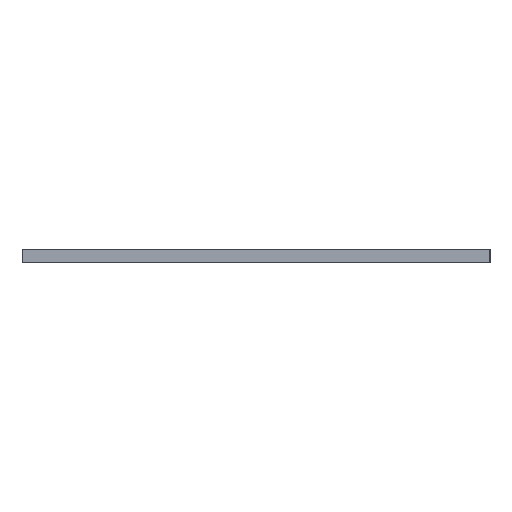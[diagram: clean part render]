
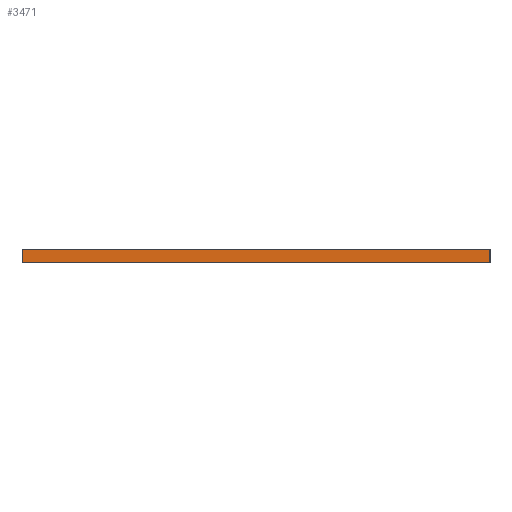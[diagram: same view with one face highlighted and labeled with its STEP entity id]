
A CAD part, left-side view. The second image highlights one B-rep face of the part: STEP entity #3471.
In plain terms, the highlighted planar face has unit normal (-1, 0, 0).
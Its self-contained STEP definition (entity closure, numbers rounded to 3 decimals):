
#144 = VERTEX_POINT('',#145);
#145 = CARTESIAN_POINT('',(48.9,-135.6,0.));
#151 = EDGE_CURVE('',#144,#152,#154,.T.);
#152 = VERTEX_POINT('',#153);
#153 = CARTESIAN_POINT('',(48.9,-79.6,0.));
#154 = LINE('',#155,#156);
#155 = CARTESIAN_POINT('',(48.9,-135.6,0.));
#156 = VECTOR('',#157,1.);
#157 = DIRECTION('',(0.,1.,0.));
#1794 = VERTEX_POINT('',#1795);
#1795 = CARTESIAN_POINT('',(48.9,-135.6,1.6));
#1801 = EDGE_CURVE('',#1794,#1802,#1804,.T.);
#1802 = VERTEX_POINT('',#1803);
#1803 = CARTESIAN_POINT('',(48.9,-79.6,1.6));
#1804 = LINE('',#1805,#1806);
#1805 = CARTESIAN_POINT('',(48.9,-135.6,1.6));
#1806 = VECTOR('',#1807,1.);
#1807 = DIRECTION('',(0.,1.,0.));
#3441 = EDGE_CURVE('',#152,#1802,#3442,.T.);
#3442 = LINE('',#3443,#3444);
#3443 = CARTESIAN_POINT('',(48.9,-79.6,0.));
#3444 = VECTOR('',#3445,1.);
#3445 = DIRECTION('',(0.,0.,1.));
#3460 = EDGE_CURVE('',#144,#1794,#3461,.T.);
#3461 = LINE('',#3462,#3463);
#3462 = CARTESIAN_POINT('',(48.9,-135.6,0.));
#3463 = VECTOR('',#3464,1.);
#3464 = DIRECTION('',(0.,0.,1.));
#3471 = ADVANCED_FACE('',(#3472),#3478,.T.);
#3472 = FACE_BOUND('',#3473,.T.);
#3473 = EDGE_LOOP('',(#3474,#3475,#3476,#3477));
#3474 = ORIENTED_EDGE('',*,*,#3460,.T.);
#3475 = ORIENTED_EDGE('',*,*,#1801,.T.);
#3476 = ORIENTED_EDGE('',*,*,#3441,.F.);
#3477 = ORIENTED_EDGE('',*,*,#151,.F.);
#3478 = PLANE('',#3479);
#3479 = AXIS2_PLACEMENT_3D('',#3480,#3481,#3482);
#3480 = CARTESIAN_POINT('',(48.9,-135.6,0.));
#3481 = DIRECTION('',(-1.,0.,0.));
#3482 = DIRECTION('',(0.,1.,0.));
